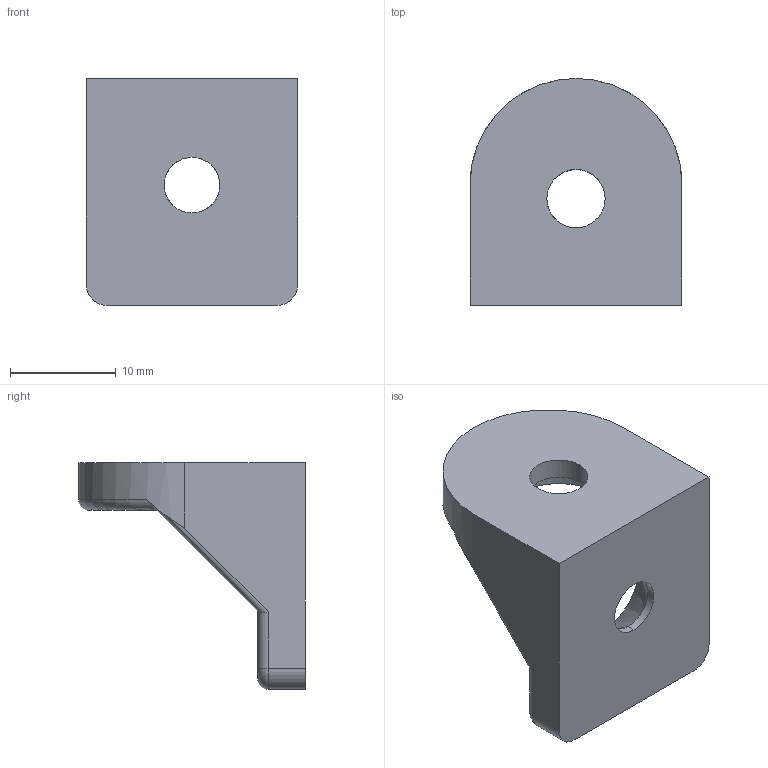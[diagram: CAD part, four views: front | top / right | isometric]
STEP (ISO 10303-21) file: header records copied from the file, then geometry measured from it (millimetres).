
FILE_DESCRIPTION (( 'STEP AP214' ), '1' );
FILE_NAME ('Ñáîðêà1.STEP', '2024-02-14T08:48:23', ( '' ), ( '' ), 'SwSTEP 2.0', 'SolidWorks 2022', '' );
FILE_SCHEMA (( 'AUTOMOTIVE_DESIGN' ));
Length unit declared in the file: millimetre
Products named in the file (1): Сборка1
Bounding box: 20 x 21.4 x 21.4 mm (x, y, z)
Volume: 2930.4 mm3; surface area: 2095.2 mm2
Topology: 1 solids, 1 shells, 36 faces, 95 edges, 61 vertices
Faces by surface type: cylinder 19, plane 9, torus 4, bspline 2, cone 2
Entity records: 1664 total; most frequent: CARTESIAN_POINT 397, ORIENTED_EDGE 190, DIRECTION 156, EDGE_CURVE 95, VERTEX_POINT 61, AXIS2_PLACEMENT_3D 58, EDGE_LOOP 40, VECTOR 40
